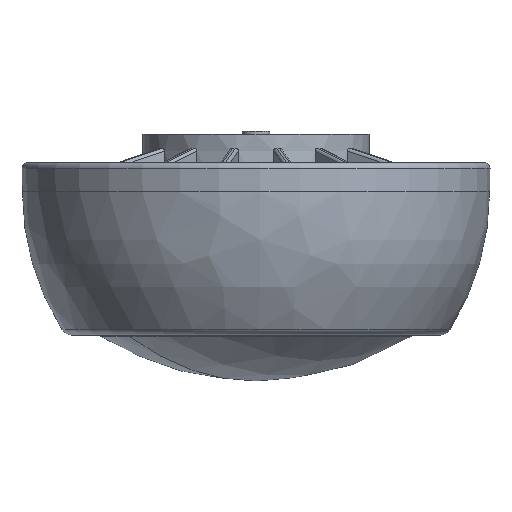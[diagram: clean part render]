
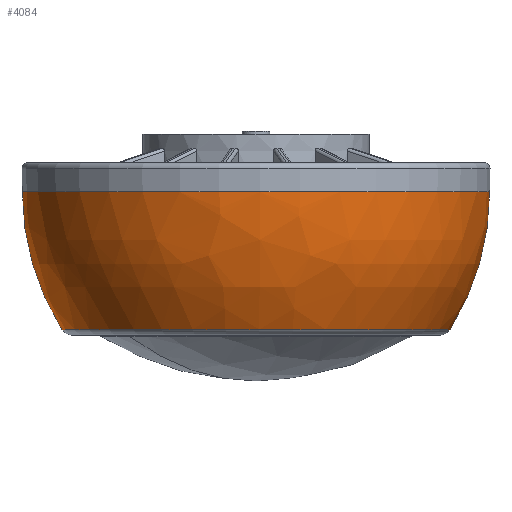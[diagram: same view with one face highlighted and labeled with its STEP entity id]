
A CAD part, front view. The second image highlights one B-rep face of the part: STEP entity #4084.
In plain terms, the highlighted free-form (B-spline) face has degree [3, 3] with [7, 4] control points.
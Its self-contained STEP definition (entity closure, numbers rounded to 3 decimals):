
#204=CARTESIAN_POINT('',(-4.349,-0.072,
-10.393));
#205=DIRECTION('',(0.017,-1.,0.));
#206=DIRECTION('',(0.847,0.014,-0.531));
#207=AXIS2_PLACEMENT_3D('',#204,#205,#206);
#209=CARTESIAN_POINT('',(4.349,0.072,-10.393));
#210=DIRECTION('',(-0.017,1.,0.));
#211=DIRECTION('',(-0.847,-0.014,-0.531));
#212=AXIS2_PLACEMENT_3D('',#209,#210,#211);
#214=CARTESIAN_POINT('',(0.,0.,
-33.862));
#215=DIRECTION('',(0.,0.,1.));
#216=DIRECTION('',(-1.,-0.017,0.));
#217=AXIS2_PLACEMENT_3D('',#214,#215,#216);
#229=CARTESIAN_POINT('',(0.,0.,
-10.399));
#230=DIRECTION('',(0.,0.,1.));
#231=DIRECTION('',(-1.,-0.017,0.));
#232=AXIS2_PLACEMENT_3D('',#229,#230,#231);
#3208=CARTESIAN_POINT('',(-39.845,-0.661,
-10.399));
#3209=CARTESIAN_POINT('',(39.845,0.661,
-10.399));
#3210=VERTEX_POINT('',#3208);
#3211=VERTEX_POINT('',#3209);
#3212=CARTESIAN_POINT('',(33.1,0.549,
-33.862));
#3213=CARTESIAN_POINT('',(-33.1,-0.549,
-33.862));
#3214=VERTEX_POINT('',#3212);
#3215=VERTEX_POINT('',#3213);
#4047=CARTESIAN_POINT('',(-32.804,1.518,
-34.28));
#4048=CARTESIAN_POINT('',(-37.5,1.735,
-26.961));
#4049=CARTESIAN_POINT('',(-39.901,1.846,
-18.602));
#4050=CARTESIAN_POINT('',(-39.805,1.842,
-9.905));
#4051=CARTESIAN_POINT('',(-33.738,-18.67,
-34.28));
#4052=CARTESIAN_POINT('',(-38.568,-21.342,
-26.961));
#4053=CARTESIAN_POINT('',(-41.037,-22.709,
-18.602));
#4054=CARTESIAN_POINT('',(-40.938,-22.654,
-9.905));
#4055=CARTESIAN_POINT('',(-19.662,-33.17,
-34.28));
#4056=CARTESIAN_POINT('',(-22.476,-37.918,
-26.961));
#4057=CARTESIAN_POINT('',(-23.915,-40.346,
-18.602));
#4058=CARTESIAN_POINT('',(-23.857,-40.249,
-9.905));
#4059=CARTESIAN_POINT('',(0.545,-32.835,
-34.28));
#4060=CARTESIAN_POINT('',(0.623,-37.535,
-26.961));
#4061=CARTESIAN_POINT('',(0.663,-39.938,
-18.602));
#4062=CARTESIAN_POINT('',(0.661,-39.842,
-9.905));
#4063=CARTESIAN_POINT('',(20.752,-32.499,
-34.28));
#4064=CARTESIAN_POINT('',(23.722,-37.151,
-26.961));
#4065=CARTESIAN_POINT('',(25.241,-39.53,
-18.602));
#4066=CARTESIAN_POINT('',(25.18,-39.435,
-9.905));
#4067=CARTESIAN_POINT('',(34.339,-17.54,
-34.28));
#4068=CARTESIAN_POINT('',(39.255,-20.051,
-26.961));
#4069=CARTESIAN_POINT('',(41.768,-21.334,
-18.602));
#4070=CARTESIAN_POINT('',(41.667,-21.283,
-9.905));
#4071=CARTESIAN_POINT('',(32.736,2.606,-34.28));
#4072=CARTESIAN_POINT('',(37.422,2.979,-26.961));
#4073=CARTESIAN_POINT('',(39.817,3.169,-18.602));
#4074=CARTESIAN_POINT('',(39.722,3.162,-9.905));
#4075=(BOUNDED_SURFACE()B_SPLINE_SURFACE(3,3,((#4047,#4048,#4049,#4050),(#4051,
#4052,#4053,#4054),(#4055,#4056,#4057,#4058),(#4059,#4060,#4061,#4062),(#4063,
#4064,#4065,#4066),(#4067,#4068,#4069,#4070),(#4071,#4072,#4073,#4074)),
.UNSPECIFIED.,.F.,.F.,.F.)B_SPLINE_SURFACE_WITH_KNOTS((4,3,4),(4,4),(0.,1.,
2.),(0.,1.),.UNSPECIFIED.)GEOMETRIC_REPRESENTATION_ITEM()RATIONAL_B_SPLINE_SURFACE(((1.213,1.179,1.179,1.213),(
0.958,0.931,0.931,0.958),(
0.958,0.931,0.931,0.958),(
1.213,1.179,1.179,1.213),(
0.958,0.931,0.931,0.958),(
0.958,0.931,0.931,0.958),(
1.213,1.179,1.179,1.213)))REPRESENTATION_ITEM('')SURFACE());
#4077=ORIENTED_EDGE('',*,*,#4076,.F.);
#4078=ORIENTED_EDGE('',*,*,#4042,.T.);
#4080=ORIENTED_EDGE('',*,*,#4079,.T.);
#4081=ORIENTED_EDGE('',*,*,#4038,.F.);
#4082=EDGE_LOOP('',(#4077,#4078,#4080,#4081));
#4083=FACE_OUTER_BOUND('',#4082,.F.);
#208=CIRCLE('',#207,44.2);
#213=CIRCLE('',#212,44.2);
#218=CIRCLE('',#217,33.104);
#233=CIRCLE('',#232,39.85);
#4038=EDGE_CURVE('',#3214,#3211,#208,.T.);
#4042=EDGE_CURVE('',#3215,#3210,#213,.T.);
#4076=EDGE_CURVE('',#3215,#3214,#218,.T.);
#4079=EDGE_CURVE('',#3210,#3211,#233,.T.);
#4084=ADVANCED_FACE('',(#4083),#4075,.T.);
